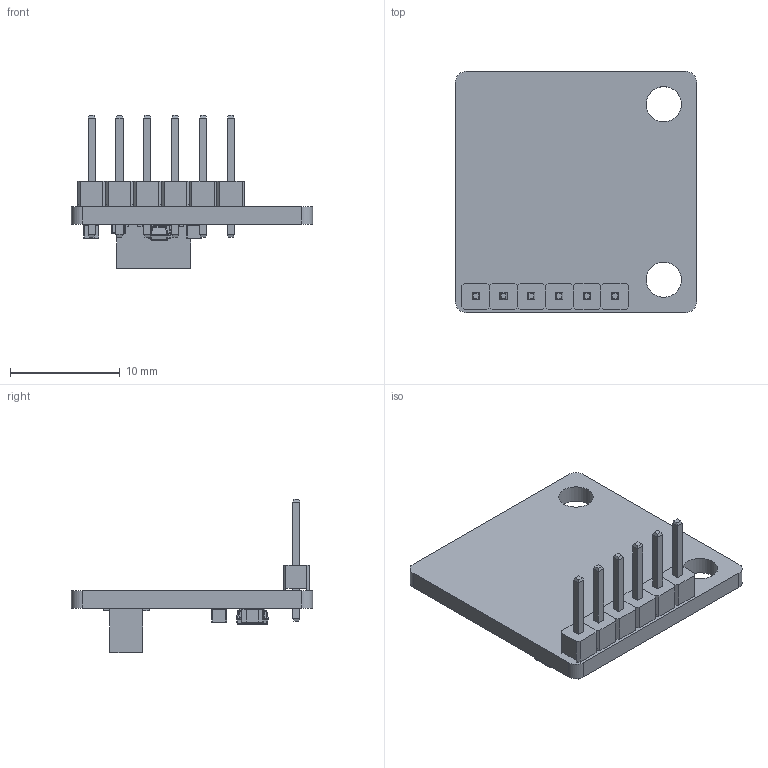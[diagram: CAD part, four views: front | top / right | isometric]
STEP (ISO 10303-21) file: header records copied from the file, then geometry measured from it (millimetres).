
FILE_DESCRIPTION(('KiCad electronic assembly'),'2;1');
FILE_NAME('PMS7003_sensor_adapter_3D.step','2021-11-17T08:54:14',( 'Pcbnew'),('Kicad'),'Open CASCADE STEP processor 7.5', 'KiCad to STEP converter','Unknown');
FILE_SCHEMA(('AUTOMOTIVE_DESIGN { 1 0 10303 214 1 1 1 1 }'));
Length unit declared in the file: millimetre
Products named in the file (12): PMS7003_sensor_adapter_3D 1; 6x_Male_Pin_2.54_mm; COMPOUND; 0806L; SOT-23-5; 0805C; Female Header 5x2 1.27mm SMD; SOLID
Assembly tree (13 placements, depth 3):
  PMS7003_sensor_adapter_3D 1
    6x_Male_Pin_2.54_mm
      COMPOUND
    0806L
      COMPOUND
    SOT-23-5
      COMPOUND
    0805C  x3
      COMPOUND
    Female Header 5x2 1.27mm SMD
      SOLID
    COMPOUND
Bounding box: 22 x 22 x 13.96 mm (x, y, z)
Volume: 933.7 mm3; surface area: 1751.5 mm2
Topology: 27 solids, 27 shells, 599 faces, 1414 edges, 852 vertices
Faces by surface type: bspline 581, cylinder 12, plane 6
Full cylindrical faces by diameter (mm): 1 x6, 3.2 x2
Entity records: 27330 total; most frequent: CARTESIAN_POINT 10700, B_SPLINE_CURVE_WITH_KNOTS 3162, ORIENTED_EDGE 2364, PCURVE 2364, DEFINITIONAL_REPRESENTATION 2364, EDGE_CURVE 1182, SURFACE_CURVE 1174, VERTEX_POINT 740
